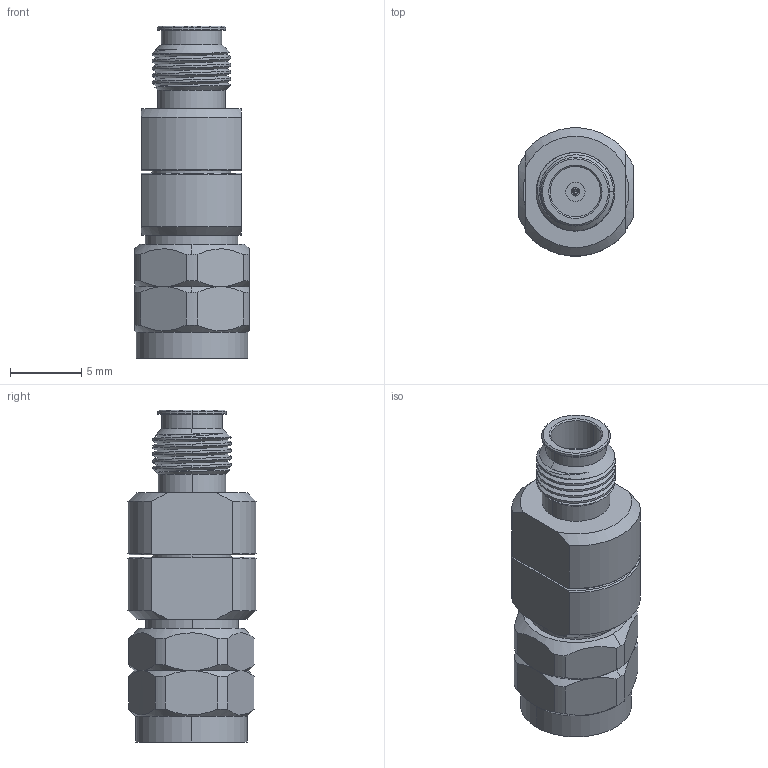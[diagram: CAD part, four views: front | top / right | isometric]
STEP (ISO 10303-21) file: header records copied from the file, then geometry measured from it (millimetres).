
FILE_DESCRIPTION (( 'STEP AP214' ), '1' );
FILE_NAME ('CT-VMEF-LN1, Defeatured.STEP', '2024-08-28T21:04:26', ( '' ), ( '' ), 'SwSTEP 2.0', 'SolidWorks 2021', '' );
FILE_SCHEMA (( 'AUTOMOTIVE_DESIGN' ));
Length unit declared in the file: inch
Products named in the file (1): CT-VMEF-LN1, Defeatured
Bounding box: 8 x 8.97 x 23.25 mm (x, y, z)
Volume: 871.3 mm3; surface area: 1097.7 mm2
Topology: 2 solids, 2 shells, 172 faces, 415 edges, 261 vertices
Faces by surface type: cylinder 72, cone 48, plane 44, bspline 4, torus 4
Entity records: 9437 total; most frequent: CARTESIAN_POINT 3292, ORIENTED_EDGE 826, DIRECTION 802, EDGE_CURVE 413, AXIS2_PLACEMENT_3D 331, VERTEX_POINT 261, EDGE_LOOP 188, LENGTH_MEASURE_WITH_UNIT 175
